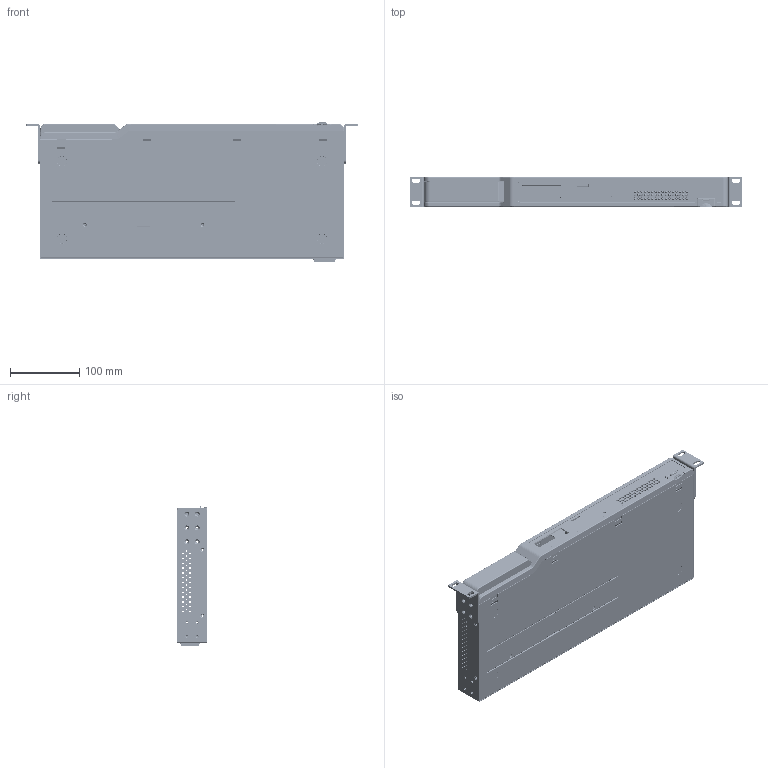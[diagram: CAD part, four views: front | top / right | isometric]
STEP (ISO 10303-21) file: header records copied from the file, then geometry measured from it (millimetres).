
FILE_DESCRIPTION((''),'2;1');
FILE_NAME('3D_NPORT6650-16-DIM','2010-11-29T',('Sam_Liu'),(''),'PRO/ENGINEER BY PARAMETRIC TECHNOLOGY CORPORATION, 2004320','PRO/ENGINEER BY PARAMETRIC TECHNOLOGY CORPORATION, 2004320','');
FILE_SCHEMA(('CONFIG_CONTROL_DESIGN'));
Products named in the file (1): 3D_NPORT6650-16-DIM
Bounding box: 480 x 44 x 201 mm (x, y, z)
Surface area: 977667.2 mm2 (no closed solid volume)
Topology: 0 solids, 127 shells, 9380 faces, 23656 edges, 15335 vertices
Faces by surface type: plane 6930, cylinder 1979, cone 208, torus 96, sphere 96, bspline 57, extrusion 14
Entity records: 283013 total; most frequent: CARTESIAN_POINT 53256, ORIENTED_EDGE 47113, DIRECTION 46529, EDGE_CURVE 23558, VECTOR 18393, LINE 18379, VERTEX_POINT 15335, AXIS2_PLACEMENT_3D 14068
